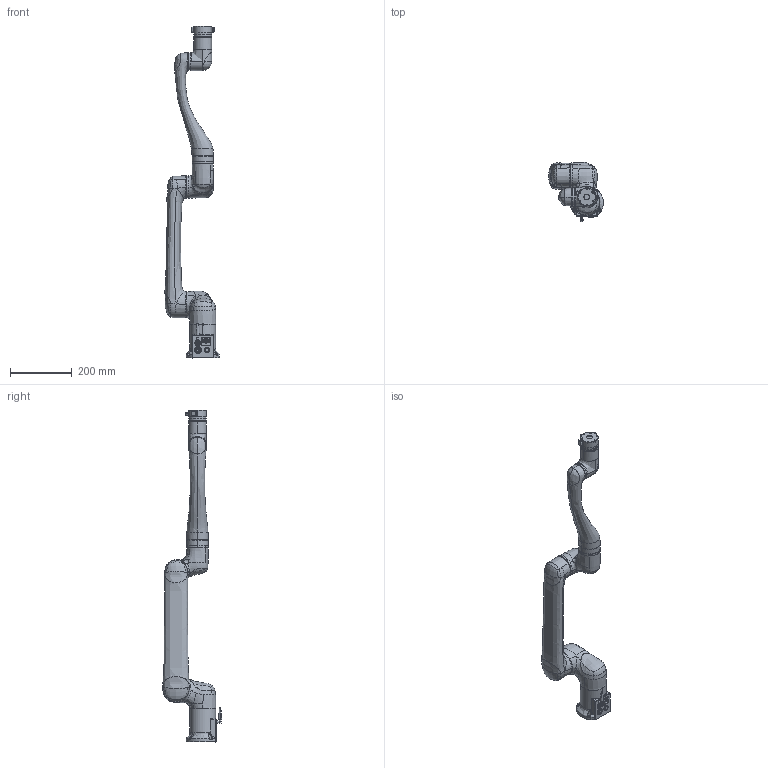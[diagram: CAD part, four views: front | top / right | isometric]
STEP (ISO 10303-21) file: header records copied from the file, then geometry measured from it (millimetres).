
FILE_DESCRIPTION (( 'STEP AP214' ), '1' );
FILE_NAME ('63-B儂迮旋蚾饜.STEP', '2023-02-03T11:54:39', ( '' ), ( '' ), 'SwSTEP 2.0', 'SolidWorks 2018', '' );
FILE_SCHEMA (( 'AUTOMOTIVE_DESIGN' ));
Length unit declared in the file: millimetre
Products named in the file (8): 末端法兰件--最新版; 63蟀裝5; 63蟀裝6; 63蟀裝2; 63蟀裝4; 63蟀裝1; 63蟀裝3; 63-B儂迮旋蚾饜
Assembly tree (7 placements, depth 2):
  63-B儂迮旋蚾饜
    63蟀裝1
    63蟀裝2
    63蟀裝3
    63蟀裝4
    63蟀裝6
    末端法兰件--最新版
    63蟀裝5
Bounding box: 176.61 x 191.36 x 1072 mm (x, y, z)
Volume: 4674040.6 mm3; surface area: 464458.8 mm2
Topology: 17 solids, 18 shells, 647 faces, 1575 edges, 1007 vertices
Faces by surface type: plane 257, cylinder 184, bspline 168, cone 19, torus 13, sphere 6
Entity records: 52879 total; most frequent: CARTESIAN_POINT 38691, ORIENTED_EDGE 3086, DIRECTION 2304, EDGE_CURVE 1543, VERTEX_POINT 995, AXIS2_PLACEMENT_3D 855, EDGE_LOOP 712, ADVANCED_FACE 643
